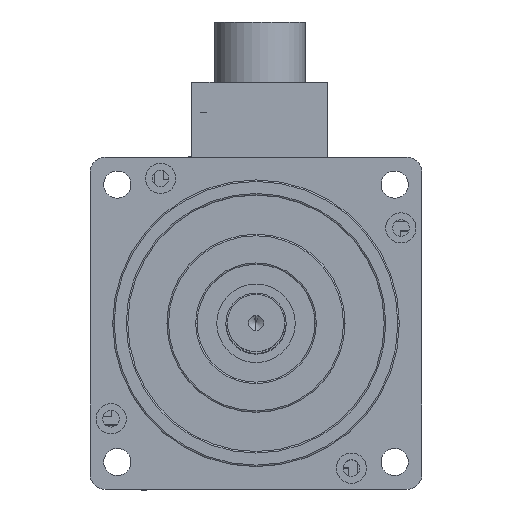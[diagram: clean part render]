
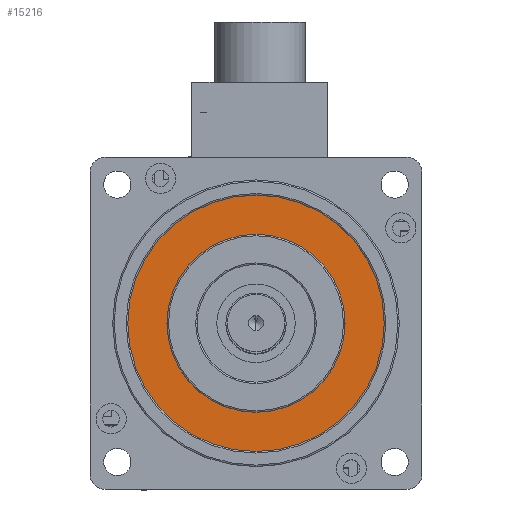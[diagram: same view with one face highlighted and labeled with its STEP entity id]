
A CAD part, top view. The second image highlights one B-rep face of the part: STEP entity #15216.
In plain terms, the highlighted planar face has unit normal (0, 0, 1).
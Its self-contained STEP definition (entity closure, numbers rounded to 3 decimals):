
#462 = DIRECTION ( 'NONE',  ( -1., 0., 0. ) ) ;
#942 = VERTEX_POINT ( 'NONE', #14584 ) ;
#1251 = ORIENTED_EDGE ( 'NONE', *, *, #11489, .T. ) ;
#1442 = DIRECTION ( 'NONE',  ( 0., 0., 1. ) ) ;
#1729 = VERTEX_POINT ( 'NONE', #6427 ) ;
#2056 = DIRECTION ( 'NONE',  ( -1., 0., 0. ) ) ;
#2156 = CIRCLE ( 'NONE', #6387, 29.5 ) ;
#2599 = AXIS2_PLACEMENT_3D ( 'NONE', #10158, #3078, #6623 ) ;
#2656 = CIRCLE ( 'NONE', #14773, 42.5 ) ;
#2796 = DIRECTION ( 'NONE',  ( 1., 0., 0. ) ) ;
#3078 = DIRECTION ( 'NONE',  ( 0., 0., -1. ) ) ;
#3126 = FACE_OUTER_BOUND ( 'NONE', #5919, .T. ) ;
#3273 = AXIS2_PLACEMENT_3D ( 'NONE', #7504, #13380, #462 ) ;
#3734 = CARTESIAN_POINT ( 'NONE',  ( 55., 55., 0. ) ) ;
#3916 = AXIS2_PLACEMENT_3D ( 'NONE', #3734, #1442, #7356 ) ;
#4069 = DIRECTION ( 'NONE',  ( 0., 0., 1. ) ) ;
#4828 = ORIENTED_EDGE ( 'NONE', *, *, #5618, .F. ) ;
#5058 = CARTESIAN_POINT ( 'NONE',  ( 55., 55., 0. ) ) ;
#5344 = ORIENTED_EDGE ( 'NONE', *, *, #6423, .T. ) ;
#5368 = DIRECTION ( 'NONE',  ( 0., 0., 1. ) ) ;
#5618 = EDGE_CURVE ( 'NONE', #13631, #13365, #2156, .T. ) ;
#5919 = EDGE_LOOP ( 'NONE', ( #1251, #5344 ) ) ;
#6387 = AXIS2_PLACEMENT_3D ( 'NONE', #7866, #5368, #2056 ) ;
#6423 = EDGE_CURVE ( 'NONE', #942, #1729, #2656, .T. ) ;
#6427 = CARTESIAN_POINT ( 'NONE',  ( 12.5, 55., 0. ) ) ;
#6623 = DIRECTION ( 'NONE',  ( -1., 0., 0. ) ) ;
#6965 = CARTESIAN_POINT ( 'NONE',  ( 84.5, 55., 0. ) ) ;
#7356 = DIRECTION ( 'NONE',  ( 1., 0., 0. ) ) ;
#7504 = CARTESIAN_POINT ( 'NONE',  ( 55., 55., 0. ) ) ;
#7550 = CARTESIAN_POINT ( 'NONE',  ( 25.5, 55., 0. ) ) ;
#7866 = CARTESIAN_POINT ( 'NONE',  ( 55., 55., 0. ) ) ;
#8119 = FACE_BOUND ( 'NONE', #9901, .T. ) ;
#9901 = EDGE_LOOP ( 'NONE', ( #4828, #12548 ) ) ;
#10158 = CARTESIAN_POINT ( 'NONE',  ( 5., 105., 0. ) ) ;
#11489 = EDGE_CURVE ( 'NONE', #1729, #942, #12842, .T. ) ;
#12548 = ORIENTED_EDGE ( 'NONE', *, *, #13507, .F. ) ;
#12842 = CIRCLE ( 'NONE', #3916, 42.5 ) ;
#13330 = CIRCLE ( 'NONE', #3273, 29.5 ) ;
#13365 = VERTEX_POINT ( 'NONE', #6965 ) ;
#13380 = DIRECTION ( 'NONE',  ( 0., 0., 1. ) ) ;
#13507 = EDGE_CURVE ( 'NONE', #13365, #13631, #13330, .T. ) ;
#13631 = VERTEX_POINT ( 'NONE', #7550 ) ;
#13673 = PLANE ( 'NONE',  #2599 ) ;
#14584 = CARTESIAN_POINT ( 'NONE',  ( 97.5, 55., 0. ) ) ;
#14773 = AXIS2_PLACEMENT_3D ( 'NONE', #5058, #4069, #2796 ) ;
#15216 = ADVANCED_FACE ( 'NONE', ( #3126, #8119 ), #13673, .F. ) ;
